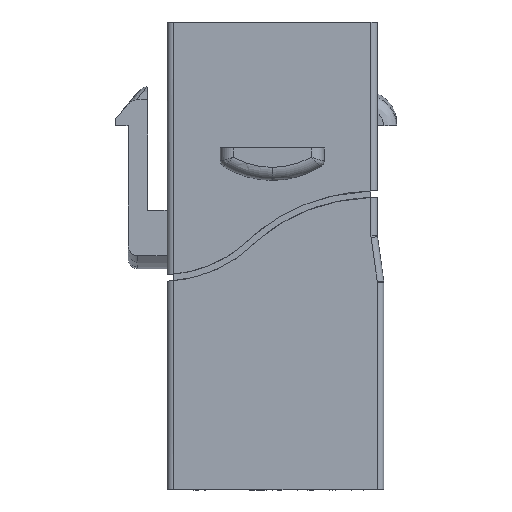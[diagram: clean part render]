
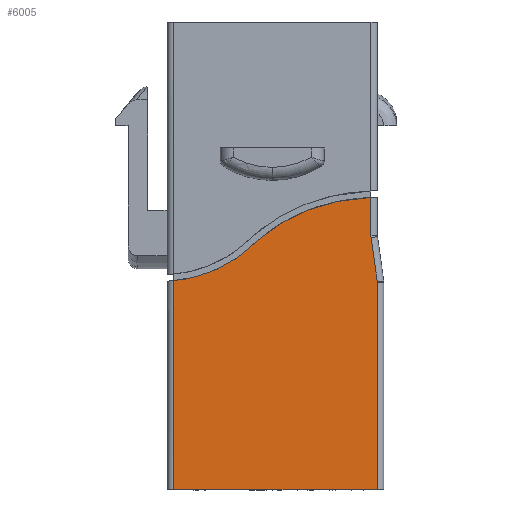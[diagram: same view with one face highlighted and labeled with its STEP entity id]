
A CAD part, left-side view. The second image highlights one B-rep face of the part: STEP entity #6005.
In plain terms, the highlighted planar face has unit normal (-1, 0, 0).
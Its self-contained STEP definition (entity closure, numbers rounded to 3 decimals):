
#941 = LINE ( 'NONE', #30040, #947 ) ;
#947 = VECTOR ( 'NONE', #30041, 1000. ) ;
#3320 = EDGE_CURVE ( 'NONE', #15733, #15584, #4550, .T. ) ;
#3323 = EDGE_CURVE ( 'NONE', #15843, #10953, #4552, .T. ) ;
#3390 = EDGE_CURVE ( 'NONE', #15705, #15575, #4665, .T. ) ;
#3464 = EDGE_CURVE ( 'NONE', #15705, #15584, #4791, .T. ) ;
#3598 = EDGE_CURVE ( 'NONE', #15743, #15733, #5020, .T. ) ;
#3627 = AXIS2_PLACEMENT_3D ( 'NONE', #10677, #10678, #10679 ) ;
#3791 = AXIS2_PLACEMENT_3D ( 'NONE', #12424, #12430, #12431 ) ;
#4125 = FACE_OUTER_BOUND ( 'NONE', #38596, .T. ) ;
#4550 = LINE ( 'NONE', #9837, #4553 ) ;
#4552 = LINE ( 'NONE', #9895, #4555 ) ;
#4553 = VECTOR ( 'NONE', #9888, 1000. ) ;
#4555 = VECTOR ( 'NONE', #9925, 1000. ) ;
#4665 = LINE ( 'NONE', #9416, #4672 ) ;
#4672 = VECTOR ( 'NONE', #9424, 1000. ) ;
#4791 = CIRCLE ( 'NONE', #3627, 1. ) ;
#5020 = LINE ( 'NONE', #22909, #5025 ) ;
#5025 = VECTOR ( 'NONE', #22918, 1000. ) ;
#6005 = ADVANCED_FACE ( 'NONE', ( #4125 ), #12420, .F. ) ;
#7251 = B_SPLINE_CURVE_WITH_KNOTS ( 'NONE', 3,
 ( #35141, #35139, #35144, #35145, #35146, #35147, #35148, #35149, #35150, #35151, #35152, #35153, #35154, #35155, #35156, #35157 ),
 .UNSPECIFIED., .F., .F.,
 ( 4, 1, 1, 1, 1, 1, 1, 1, 1, 1, 1, 1, 1, 4 ),
 ( 0.027, 0.063, 0.125, 0.25, 0.375, 0.5, 0.563, 0.594, 0.625, 0.688, 0.75, 0.875, 0.938, 0.975 ),
 .UNSPECIFIED. ) ;
#9416 = CARTESIAN_POINT ( 'NONE',  ( -7.3, -7.35, 18.025 ) ) ;
#9424 = DIRECTION ( 'NONE',  ( 0., 0., 1. ) ) ;
#9837 = CARTESIAN_POINT ( 'NONE',  ( -7.3, -5.055, 17.554 ) ) ;
#9888 = DIRECTION ( 'NONE',  ( 0., 0.141, 0.99 ) ) ;
#9895 = CARTESIAN_POINT ( 'NONE',  ( -7.3, 7.85, 18.025 ) ) ;
#9925 = DIRECTION ( 'NONE',  ( 0., 0., -1. ) ) ;
#10677 = CARTESIAN_POINT ( 'NONE',  ( -7.3, -8.35, 1.561 ) ) ;
#10678 = DIRECTION ( 'NONE',  ( -1., 0., 0. ) ) ;
#10679 = DIRECTION ( 'NONE',  ( 0., 0., -1. ) ) ;
#10953 = VERTEX_POINT ( 'NONE', #27883 ) ;
#12420 = PLANE ( 'NONE',  #3791 ) ;
#12424 = CARTESIAN_POINT ( 'NONE',  ( -7.3, -8.35, 18.025 ) ) ;
#12430 = DIRECTION ( 'NONE',  ( 1., 0., 0. ) ) ;
#12431 = DIRECTION ( 'NONE',  ( 0., 0., -1. ) ) ;
#15575 = VERTEX_POINT ( 'NONE', #39731 ) ;
#15584 = VERTEX_POINT ( 'NONE', #39740 ) ;
#15705 = VERTEX_POINT ( 'NONE', #39859 ) ;
#15733 = VERTEX_POINT ( 'NONE', #39885 ) ;
#15743 = VERTEX_POINT ( 'NONE', #39894 ) ;
#15843 = VERTEX_POINT ( 'NONE', #39964 ) ;
#21811 = EDGE_CURVE ( 'NONE', #15575, #15843, #7251, .T. ) ;
#22798 = EDGE_CURVE ( 'NONE', #10953, #15743, #941, .T. ) ;
#22909 = CARTESIAN_POINT ( 'NONE',  ( -7.3, -7.85, 18.025 ) ) ;
#22918 = DIRECTION ( 'NONE',  ( 0., 0., 1. ) ) ;
#27883 = CARTESIAN_POINT ( 'NONE',  ( -7.3, 7.85, -18.025 ) ) ;
#30040 = CARTESIAN_POINT ( 'NONE',  ( -7.3, -8.35, -18.025 ) ) ;
#30041 = DIRECTION ( 'NONE',  ( 0., -1., 0. ) ) ;
#35139 = CARTESIAN_POINT ( 'NONE',  ( -7.3, -7.125, 4.5 ) ) ;
#35141 = CARTESIAN_POINT ( 'NONE',  ( -7.3, -7.35, 4.51 ) ) ;
#35144 = CARTESIAN_POINT ( 'NONE',  ( -7.3, -6.508, 4.462 ) ) ;
#35145 = CARTESIAN_POINT ( 'NONE',  ( -7.3, -5.164, 4.306 ) ) ;
#35146 = CARTESIAN_POINT ( 'NONE',  ( -7.3, -3.383, 3.901 ) ) ;
#35147 = CARTESIAN_POINT ( 'NONE',  ( -7.3, -1.419, 3.118 ) ) ;
#35148 = CARTESIAN_POINT ( 'NONE',  ( -7.3, 0.078, 2.221 ) ) ;
#35149 = CARTESIAN_POINT ( 'NONE',  ( -7.3, 1.063, 1.456 ) ) ;
#35150 = CARTESIAN_POINT ( 'NONE',  ( -7.3, 1.596, 0.99 ) ) ;
#35151 = CARTESIAN_POINT ( 'NONE',  ( -7.3, 2.153, 0.463 ) ) ;
#35152 = CARTESIAN_POINT ( 'NONE',  ( -7.3, 2.918, -0.136 ) ) ;
#35153 = CARTESIAN_POINT ( 'NONE',  ( -7.3, 4.204, -0.934 ) ) ;
#35154 = CARTESIAN_POINT ( 'NONE',  ( -7.3, 5.614, -1.499 ) ) ;
#35155 = CARTESIAN_POINT ( 'NONE',  ( -7.3, 6.973, -1.793 ) ) ;
#35156 = CARTESIAN_POINT ( 'NONE',  ( -7.3, 7.609, -1.874 ) ) ;
#35157 = CARTESIAN_POINT ( 'NONE',  ( -7.3, 7.85, -1.897 ) ) ;
#38464 = ORIENTED_EDGE ( 'NONE', *, *, #3390, .T. ) ;
#38465 = ORIENTED_EDGE ( 'NONE', *, *, #21811, .T. ) ;
#38466 = ORIENTED_EDGE ( 'NONE', *, *, #3323, .T. ) ;
#38467 = ORIENTED_EDGE ( 'NONE', *, *, #22798, .T. ) ;
#38468 = ORIENTED_EDGE ( 'NONE', *, *, #3598, .T. ) ;
#38469 = ORIENTED_EDGE ( 'NONE', *, *, #3320, .T. ) ;
#38470 = ORIENTED_EDGE ( 'NONE', *, *, #3464, .F. ) ;
#38596 = EDGE_LOOP ( 'NONE', ( #38464, #38465, #38466, #38467, #38468, #38469, #38470 ) ) ;
#39731 = CARTESIAN_POINT ( 'NONE',  ( -7.3, -7.35, 4.51 ) ) ;
#39740 = CARTESIAN_POINT ( 'NONE',  ( -7.3, -7.36, 1.419 ) ) ;
#39859 = CARTESIAN_POINT ( 'NONE',  ( -7.3, -7.35, 1.561 ) ) ;
#39885 = CARTESIAN_POINT ( 'NONE',  ( -7.3, -7.85, -2.011 ) ) ;
#39894 = CARTESIAN_POINT ( 'NONE',  ( -7.3, -7.85, -18.025 ) ) ;
#39964 = CARTESIAN_POINT ( 'NONE',  ( -7.3, 7.85, -1.897 ) ) ;
